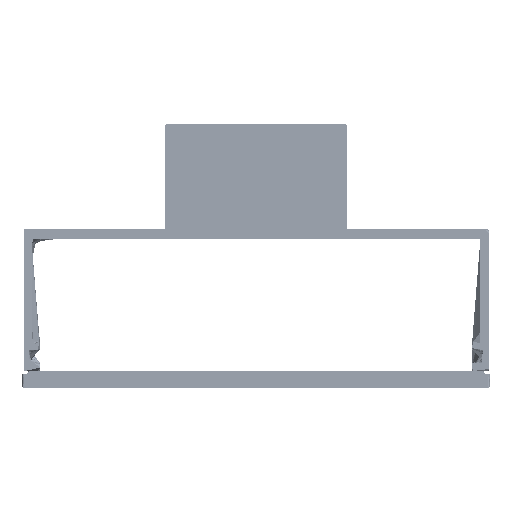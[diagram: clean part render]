
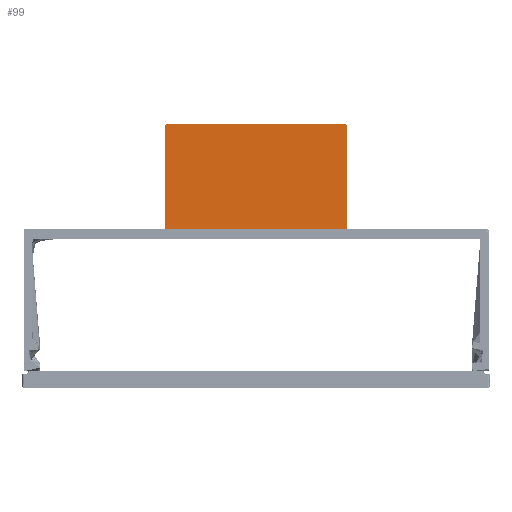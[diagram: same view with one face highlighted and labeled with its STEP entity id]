
A CAD part, front view. The second image highlights one B-rep face of the part: STEP entity #99.
In plain terms, the highlighted planar face has unit normal (0, -1, 0).
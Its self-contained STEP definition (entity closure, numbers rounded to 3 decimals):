
#99=ADVANCED_FACE('',(#167),#1215,.T.);
#167=FACE_OUTER_BOUND('',#235,.T.);
#235=EDGE_LOOP('',(#608,#609,#610,#611,#612,#613,#614,#615,#616,#617,#618,
#619));
#608=ORIENTED_EDGE('',*,*,#827,.F.);
#609=ORIENTED_EDGE('',*,*,#825,.F.);
#610=ORIENTED_EDGE('',*,*,#823,.F.);
#611=ORIENTED_EDGE('',*,*,#821,.F.);
#612=ORIENTED_EDGE('',*,*,#819,.F.);
#613=ORIENTED_EDGE('',*,*,#817,.F.);
#614=ORIENTED_EDGE('',*,*,#815,.F.);
#615=ORIENTED_EDGE('',*,*,#813,.F.);
#616=ORIENTED_EDGE('',*,*,#811,.F.);
#617=ORIENTED_EDGE('',*,*,#809,.F.);
#618=ORIENTED_EDGE('',*,*,#807,.F.);
#619=ORIENTED_EDGE('',*,*,#805,.F.);
#805=EDGE_CURVE('',#1136,#1137,#924,.T.);
#807=EDGE_CURVE('',#1137,#1138,#1029,.T.);
#809=EDGE_CURVE('',#1138,#1139,#927,.T.);
#811=EDGE_CURVE('',#1139,#1140,#1030,.T.);
#813=EDGE_CURVE('',#1140,#1141,#930,.T.);
#815=EDGE_CURVE('',#1141,#1142,#1031,.T.);
#817=EDGE_CURVE('',#1142,#1143,#933,.T.);
#819=EDGE_CURVE('',#1143,#1144,#1032,.T.);
#821=EDGE_CURVE('',#1144,#1145,#1033,.T.);
#823=EDGE_CURVE('',#1145,#1146,#1034,.T.);
#825=EDGE_CURVE('',#1146,#1147,#938,.T.);
#827=EDGE_CURVE('',#1147,#1136,#1035,.T.);
#924=B_SPLINE_CURVE_WITH_KNOTS('',1,(#2721,#2722),.UNSPECIFIED.,.F.,.F.,
(2,2),(-22.6,0.),.UNSPECIFIED.);
#927=B_SPLINE_CURVE_WITH_KNOTS('',1,(#2730,#2731),.UNSPECIFIED.,.F.,.F.,
(2,2),(-38.6,0.),.UNSPECIFIED.);
#930=B_SPLINE_CURVE_WITH_KNOTS('',1,(#2739,#2740),.UNSPECIFIED.,.F.,.F.,
(2,2),(-22.6,0.),.UNSPECIFIED.);
#933=B_SPLINE_CURVE_WITH_KNOTS('',1,(#2748,#2749),.UNSPECIFIED.,.F.,.F.,
(2,2),(-2.809,0.),.UNSPECIFIED.);
#938=B_SPLINE_CURVE_WITH_KNOTS('',1,(#2767,#2768),.UNSPECIFIED.,.F.,.F.,
(2,2),(-2.809,0.),.UNSPECIFIED.);
#1029=(
BOUNDED_CURVE()
B_SPLINE_CURVE(2,(#2725,#2726,#2727),.UNSPECIFIED.,.F.,.F.)
B_SPLINE_CURVE_WITH_KNOTS((3,3),(0.,0.314),.UNSPECIFIED.)
CURVE()
GEOMETRIC_REPRESENTATION_ITEM()
RATIONAL_B_SPLINE_CURVE((1.,0.707,1.))
REPRESENTATION_ITEM('')
);
#1030=(
BOUNDED_CURVE()
B_SPLINE_CURVE(2,(#2734,#2735,#2736),.UNSPECIFIED.,.F.,.F.)
B_SPLINE_CURVE_WITH_KNOTS((3,3),(0.,0.314),.UNSPECIFIED.)
CURVE()
GEOMETRIC_REPRESENTATION_ITEM()
RATIONAL_B_SPLINE_CURVE((1.,0.707,1.))
REPRESENTATION_ITEM('')
);
#1031=(
BOUNDED_CURVE()
B_SPLINE_CURVE(2,(#2743,#2744,#2745),.UNSPECIFIED.,.F.,.F.)
B_SPLINE_CURVE_WITH_KNOTS((3,3),(0.,0.314),.UNSPECIFIED.)
CURVE()
GEOMETRIC_REPRESENTATION_ITEM()
RATIONAL_B_SPLINE_CURVE((1.,0.707,1.))
REPRESENTATION_ITEM('')
);
#1032=(
BOUNDED_CURVE()
B_SPLINE_CURVE(2,(#2752,#2753,#2754),.UNSPECIFIED.,.F.,.F.)
B_SPLINE_CURVE_WITH_KNOTS((3,3),(0.,0.777),.UNSPECIFIED.)
CURVE()
GEOMETRIC_REPRESENTATION_ITEM()
RATIONAL_B_SPLINE_CURVE((1.,0.713,1.))
REPRESENTATION_ITEM('')
);
#1033=(
BOUNDED_CURVE()
B_SPLINE_CURVE(2,(#2757,#2758,#2759),.UNSPECIFIED.,.F.,.F.)
B_SPLINE_CURVE_WITH_KNOTS((3,3),(65.728,97.711),
 .UNSPECIFIED.)
CURVE()
GEOMETRIC_REPRESENTATION_ITEM()
RATIONAL_B_SPLINE_CURVE((1.,1.,1.))
REPRESENTATION_ITEM('')
);
#1034=(
BOUNDED_CURVE()
B_SPLINE_CURVE(2,(#2762,#2763,#2764),.UNSPECIFIED.,.F.,.F.)
B_SPLINE_CURVE_WITH_KNOTS((3,3),(0.,0.777),.UNSPECIFIED.)
CURVE()
GEOMETRIC_REPRESENTATION_ITEM()
RATIONAL_B_SPLINE_CURVE((1.,0.713,1.))
REPRESENTATION_ITEM('')
);
#1035=(
BOUNDED_CURVE()
B_SPLINE_CURVE(2,(#2771,#2772,#2773),.UNSPECIFIED.,.F.,.F.)
B_SPLINE_CURVE_WITH_KNOTS((3,3),(0.,0.314),.UNSPECIFIED.)
CURVE()
GEOMETRIC_REPRESENTATION_ITEM()
RATIONAL_B_SPLINE_CURVE((1.,0.707,1.))
REPRESENTATION_ITEM('')
);
#1136=VERTEX_POINT('',#2676);
#1137=VERTEX_POINT('',#2677);
#1138=VERTEX_POINT('',#2678);
#1139=VERTEX_POINT('',#2679);
#1140=VERTEX_POINT('',#2680);
#1141=VERTEX_POINT('',#2681);
#1142=VERTEX_POINT('',#2682);
#1143=VERTEX_POINT('',#2683);
#1144=VERTEX_POINT('',#2684);
#1145=VERTEX_POINT('',#2685);
#1146=VERTEX_POINT('',#2686);
#1147=VERTEX_POINT('',#2687);
#1215=PLANE('',#1260);
#1260=AXIS2_PLACEMENT_3D('',#2663,#1289,$);
#1289=DIRECTION('',(0.,-1.,0.));
#2663=CARTESIAN_POINT('',(555.583,-1637.529,22.718));
#2676=CARTESIAN_POINT('',(555.973,-1637.529,-0.312));
#2677=CARTESIAN_POINT('',(555.973,-1637.529,22.288));
#2678=CARTESIAN_POINT('',(556.173,-1637.529,22.488));
#2679=CARTESIAN_POINT('',(594.773,-1637.529,22.488));
#2680=CARTESIAN_POINT('',(594.973,-1637.529,22.288));
#2681=CARTESIAN_POINT('',(594.973,-1637.529,-0.312));
#2682=CARTESIAN_POINT('',(594.773,-1637.529,-0.512));
#2683=CARTESIAN_POINT('',(591.964,-1637.529,-0.512));
#2684=CARTESIAN_POINT('',(591.464,-1637.529,-0.02));
#2685=CARTESIAN_POINT('',(559.481,-1637.529,-0.02));
#2686=CARTESIAN_POINT('',(558.981,-1637.529,-0.512));
#2687=CARTESIAN_POINT('',(556.173,-1637.529,-0.512));
#2721=CARTESIAN_POINT('',(555.973,-1637.529,-0.312));
#2722=CARTESIAN_POINT('',(555.973,-1637.529,22.288));
#2725=CARTESIAN_POINT('',(555.973,-1637.529,22.288));
#2726=CARTESIAN_POINT('',(555.973,-1637.529,22.488));
#2727=CARTESIAN_POINT('',(556.173,-1637.529,22.488));
#2730=CARTESIAN_POINT('',(556.173,-1637.529,22.488));
#2731=CARTESIAN_POINT('',(594.773,-1637.529,22.488));
#2734=CARTESIAN_POINT('',(594.773,-1637.529,22.488));
#2735=CARTESIAN_POINT('',(594.973,-1637.529,22.488));
#2736=CARTESIAN_POINT('',(594.973,-1637.529,22.288));
#2739=CARTESIAN_POINT('',(594.973,-1637.529,22.288));
#2740=CARTESIAN_POINT('',(594.973,-1637.529,-0.312));
#2743=CARTESIAN_POINT('',(594.973,-1637.529,-0.312));
#2744=CARTESIAN_POINT('',(594.973,-1637.529,-0.512));
#2745=CARTESIAN_POINT('',(594.773,-1637.529,-0.512));
#2748=CARTESIAN_POINT('',(594.773,-1637.529,-0.512));
#2749=CARTESIAN_POINT('',(591.964,-1637.529,-0.512));
#2752=CARTESIAN_POINT('',(591.964,-1637.529,-0.512));
#2753=CARTESIAN_POINT('',(591.473,-1637.529,-0.512));
#2754=CARTESIAN_POINT('',(591.464,-1637.529,-0.02));
#2757=CARTESIAN_POINT('',(591.464,-1637.529,-0.02));
#2758=CARTESIAN_POINT('',(575.473,-1637.529,-0.02));
#2759=CARTESIAN_POINT('',(559.481,-1637.529,-0.02));
#2762=CARTESIAN_POINT('',(559.481,-1637.529,-0.02));
#2763=CARTESIAN_POINT('',(559.473,-1637.529,-0.512));
#2764=CARTESIAN_POINT('',(558.981,-1637.529,-0.512));
#2767=CARTESIAN_POINT('',(558.981,-1637.529,-0.512));
#2768=CARTESIAN_POINT('',(556.173,-1637.529,-0.512));
#2771=CARTESIAN_POINT('',(556.173,-1637.529,-0.512));
#2772=CARTESIAN_POINT('',(555.973,-1637.529,-0.512));
#2773=CARTESIAN_POINT('',(555.973,-1637.529,-0.312));
